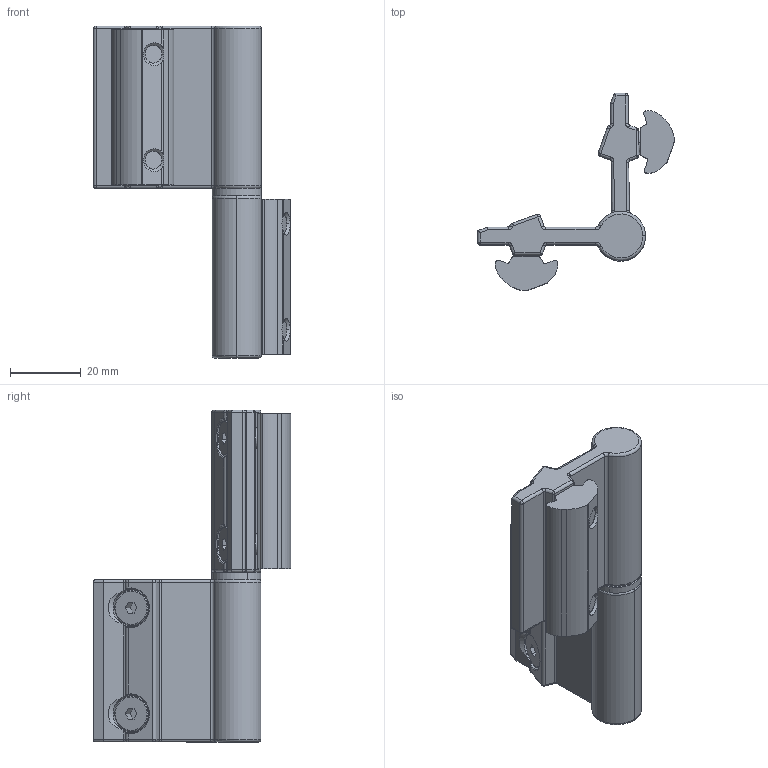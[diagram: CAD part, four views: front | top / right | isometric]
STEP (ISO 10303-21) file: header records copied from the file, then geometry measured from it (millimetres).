
FILE_DESCRIPTION (( 'STEP AP214' ), '1' );
FILE_NAME ('40mm LH Inside Hinge Kit(40DHI-0411-001-01).STEP', '2023-08-10T11:50:28', ( '' ), ( '' ), 'SwSTEP 2.0', 'SolidWorks 2020', '' );
FILE_SCHEMA (( 'AUTOMOTIVE_DESIGN' ));
Length unit declared in the file: millimetre
Products named in the file (3): 40mm LH Inside Hinge-Bushing Side _Standard; 40mm LH Inside Hinge-Pin Side_Standard; 40mm LH Inside Hinge Kit(40DHI-0411-001-01)
Assembly tree (2 placements, depth 2):
  40mm LH Inside Hinge Kit(40DHI-0411-001-01)
    40mm LH Inside Hinge-Bushing Side _Standard
    40mm LH Inside Hinge-Pin Side_Standard
Bounding box: 55.75 x 56.05 x 94 mm (x, y, z)
Volume: 44193.5 mm3; surface area: 23009.3 mm2
Topology: 10 solids, 10 shells, 387 faces, 936 edges, 552 vertices
Faces by surface type: cylinder 162, plane 93, torus 60, cone 52, bspline 16, sphere 4
Entity records: 12280 total; most frequent: CARTESIAN_POINT 3176, DIRECTION 1936, ORIENTED_EDGE 1832, EDGE_CURVE 916, AXIS2_PLACEMENT_3D 768, VERTEX_POINT 552, EDGE_LOOP 408, LINE 400
